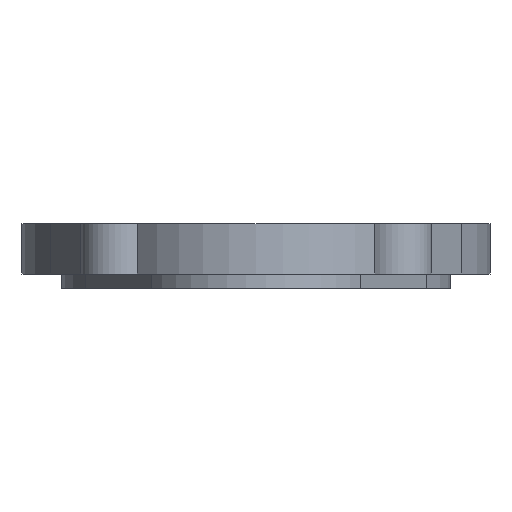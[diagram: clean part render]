
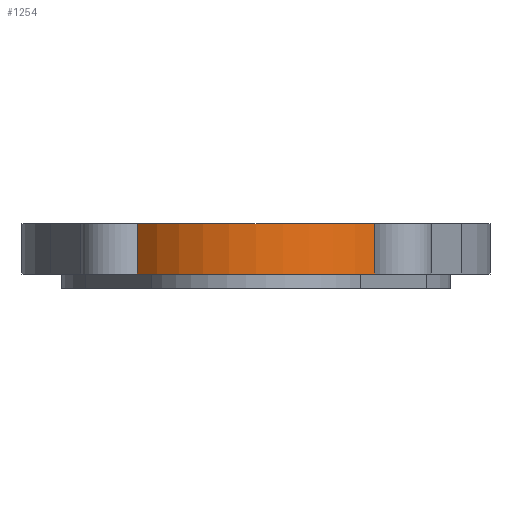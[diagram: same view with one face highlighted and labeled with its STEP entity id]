
A CAD part, front view. The second image highlights one B-rep face of the part: STEP entity #1254.
In plain terms, the highlighted cylindrical face has radius 22 mm (diameter 44 mm), a partial arc.
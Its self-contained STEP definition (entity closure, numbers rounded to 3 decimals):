
#34 = LINE ( 'NONE', #354, #1200 ) ;
#52 = VERTEX_POINT ( 'NONE', #909 ) ;
#57 = FACE_OUTER_BOUND ( 'NONE', #730, .T. ) ;
#93 = DIRECTION ( 'NONE',  ( 0., 0., 1. ) ) ;
#109 = CARTESIAN_POINT ( 'NONE',  ( 0., -22., 7. ) ) ;
#127 = EDGE_CURVE ( 'NONE', #495, #579, #308, .T. ) ;
#165 = ORIENTED_EDGE ( 'NONE', *, *, #127, .F. ) ;
#174 = CARTESIAN_POINT ( 'NONE',  ( -16.462, -36.594, 0. ) ) ;
#191 = CARTESIAN_POINT ( 'NONE',  ( -16.462, -36.594, 7. ) ) ;
#214 = DIRECTION ( 'NONE',  ( 1., 0., 0. ) ) ;
#236 = CARTESIAN_POINT ( 'NONE',  ( -16.462, -36.594, 7. ) ) ;
#279 = EDGE_CURVE ( 'NONE', #579, #52, #34, .T. ) ;
#298 = DIRECTION ( 'NONE',  ( 0., 0., 1. ) ) ;
#308 = CIRCLE ( 'NONE', #355, 22. ) ;
#348 = DIRECTION ( 'NONE',  ( 0., 0., -1. ) ) ;
#354 = CARTESIAN_POINT ( 'NONE',  ( 16.462, -36.594, 7. ) ) ;
#355 = AXIS2_PLACEMENT_3D ( 'NONE', #109, #93, #214 ) ;
#379 = DIRECTION ( 'NONE',  ( -1., 0., 0. ) ) ;
#451 = AXIS2_PLACEMENT_3D ( 'NONE', #1225, #298, #709 ) ;
#485 = CYLINDRICAL_SURFACE ( 'NONE', #750, 22. ) ;
#495 = VERTEX_POINT ( 'NONE', #191 ) ;
#514 = EDGE_CURVE ( 'NONE', #495, #796, #975, .T. ) ;
#538 = DIRECTION ( 'NONE',  ( 0., 0., -1. ) ) ;
#579 = VERTEX_POINT ( 'NONE', #734 ) ;
#680 = ORIENTED_EDGE ( 'NONE', *, *, #279, .F. ) ;
#709 = DIRECTION ( 'NONE',  ( 1., 0., 0. ) ) ;
#730 = EDGE_LOOP ( 'NONE', ( #1315, #680, #165, #1228 ) ) ;
#734 = CARTESIAN_POINT ( 'NONE',  ( 16.462, -36.594, 7. ) ) ;
#750 = AXIS2_PLACEMENT_3D ( 'NONE', #910, #1310, #379 ) ;
#766 = VECTOR ( 'NONE', #538, 1000. ) ;
#796 = VERTEX_POINT ( 'NONE', #174 ) ;
#909 = CARTESIAN_POINT ( 'NONE',  ( 16.462, -36.594, 0. ) ) ;
#910 = CARTESIAN_POINT ( 'NONE',  ( 0., -22., 7. ) ) ;
#975 = LINE ( 'NONE', #236, #766 ) ;
#1200 = VECTOR ( 'NONE', #348, 1000. ) ;
#1225 = CARTESIAN_POINT ( 'NONE',  ( 0., -22., 0. ) ) ;
#1228 = ORIENTED_EDGE ( 'NONE', *, *, #514, .T. ) ;
#1234 = EDGE_CURVE ( 'NONE', #796, #52, #1332, .T. ) ;
#1254 = ADVANCED_FACE ( 'NONE', ( #57 ), #485, .T. ) ;
#1310 = DIRECTION ( 'NONE',  ( 0., 0., -1. ) ) ;
#1315 = ORIENTED_EDGE ( 'NONE', *, *, #1234, .T. ) ;
#1332 = CIRCLE ( 'NONE', #451, 22. ) ;
